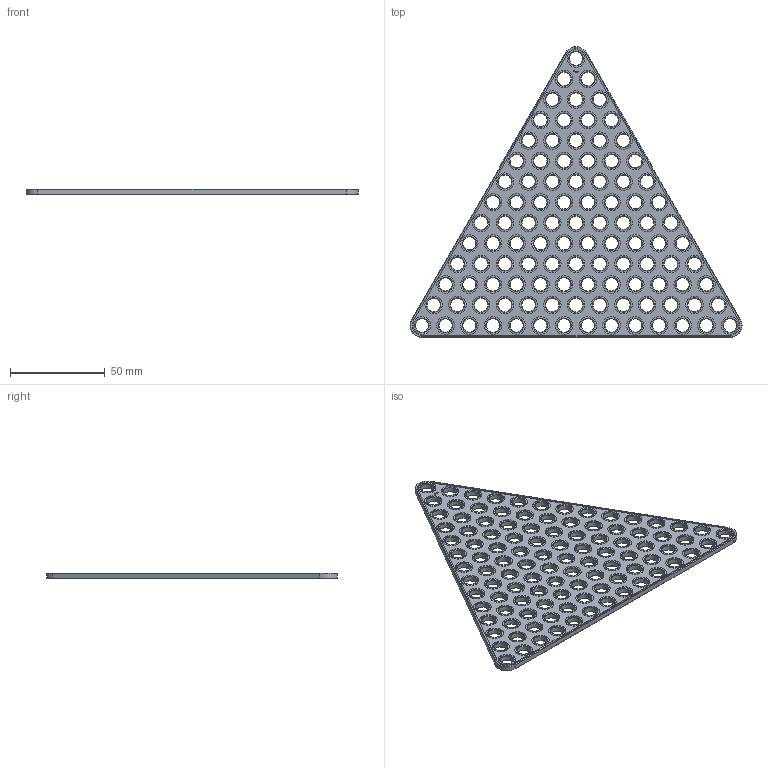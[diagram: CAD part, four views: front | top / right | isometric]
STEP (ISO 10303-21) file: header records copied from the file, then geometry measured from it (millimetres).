
FILE_DESCRIPTION(('FreeCAD Model'),'2;1');
FILE_NAME('Open CASCADE Shape Model','2024-01-31T12:58:25',(''),(''), 'Open CASCADE STEP processor 7.6','FreeCAD','Unknown');
FILE_SCHEMA(('AUTOMOTIVE_DESIGN { 1 0 10303 214 1 1 1 1 }'));
Products named in the file (1): Plate TRI CRNR BU14x00.25 - SPN-PLT-0025 (stemfie.org)
Bounding box: 175 x 153.23 x 3.12 mm (x, y, z)
Volume: 31338.5 mm3; surface area: 29727.5 mm2
Topology: 1 solids, 1 shells, 1006 faces, 2379 edges, 1512 vertices
Faces by surface type: plane 422, cylinder 216, cone 216, extrusion 152
Full cylindrical faces by diameter (mm): 7 x105, 9.2 x105
Entity records: 61933 total; most frequent: CARTESIAN_POINT 13715, DIRECTION 8677, VECTOR 5449, LINE 5297, ORIENTED_EDGE 4758, PCURVE 4758, DEFINITIONAL_REPRESENTATION 4758, EDGE_CURVE 2379
